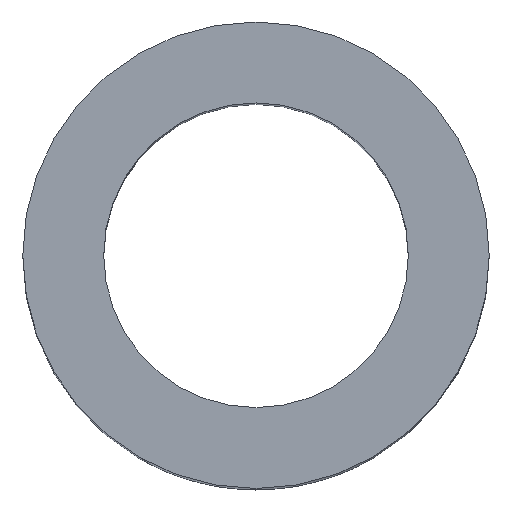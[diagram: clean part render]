
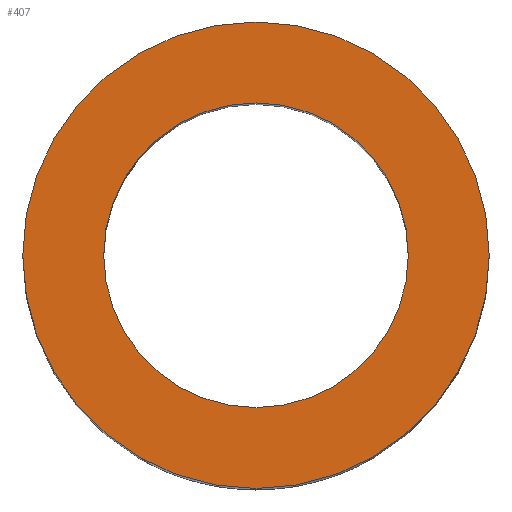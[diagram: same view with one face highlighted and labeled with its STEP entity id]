
A CAD part, top view. The second image highlights one B-rep face of the part: STEP entity #407.
In plain terms, the highlighted planar face has unit normal (0, 0, 1).
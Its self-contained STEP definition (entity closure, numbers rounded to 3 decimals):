
#31 = CYLINDRICAL_SURFACE('',#32,2.45);
#32 = AXIS2_PLACEMENT_3D('',#33,#34,#35);
#33 = CARTESIAN_POINT('',(0.,0.,0.));
#34 = DIRECTION('',(-0.,-0.,-1.));
#35 = DIRECTION('',(1.,0.,0.));
#56 = VERTEX_POINT('',#57);
#57 = CARTESIAN_POINT('',(2.45,0.,8.9));
#78 = EDGE_CURVE('',#56,#56,#79,.T.);
#79 = SURFACE_CURVE('',#80,(#85,#92),.PCURVE_S1.);
#80 = CIRCLE('',#81,2.45);
#81 = AXIS2_PLACEMENT_3D('',#82,#83,#84);
#82 = CARTESIAN_POINT('',(0.,0.,8.9));
#83 = DIRECTION('',(0.,0.,1.));
#84 = DIRECTION('',(1.,0.,0.));
#85 = PCURVE('',#31,#86);
#86 = DEFINITIONAL_REPRESENTATION('',(#87),#91);
#87 = LINE('',#88,#89);
#88 = CARTESIAN_POINT('',(-0.,-8.9));
#89 = VECTOR('',#90,1.);
#90 = DIRECTION('',(-1.,0.));
#91 = ( GEOMETRIC_REPRESENTATION_CONTEXT(2) 
PARAMETRIC_REPRESENTATION_CONTEXT() REPRESENTATION_CONTEXT('2D SPACE',''
  ) );
#92 = PCURVE('',#93,#98);
#93 = PLANE('',#94);
#94 = AXIS2_PLACEMENT_3D('',#95,#96,#97);
#95 = CARTESIAN_POINT('',(0.,0.,8.9));
#96 = DIRECTION('',(0.,0.,1.));
#97 = DIRECTION('',(1.,0.,0.));
#98 = DEFINITIONAL_REPRESENTATION('',(#99),#103);
#99 = CIRCLE('',#100,2.45);
#100 = AXIS2_PLACEMENT_2D('',#101,#102);
#101 = CARTESIAN_POINT('',(0.,0.));
#102 = DIRECTION('',(1.,0.));
#103 = ( GEOMETRIC_REPRESENTATION_CONTEXT(2) 
PARAMETRIC_REPRESENTATION_CONTEXT() REPRESENTATION_CONTEXT('2D SPACE',''
  ) );
#396 = CYLINDRICAL_SURFACE('',#397,1.6);
#397 = AXIS2_PLACEMENT_3D('',#398,#399,#400);
#398 = CARTESIAN_POINT('',(0.,0.,0.));
#399 = DIRECTION('',(-0.,-0.,-1.));
#400 = DIRECTION('',(1.,0.,0.));
#407 = ADVANCED_FACE('',(#408,#411),#93,.T.);
#408 = FACE_BOUND('',#409,.T.);
#409 = EDGE_LOOP('',(#410));
#410 = ORIENTED_EDGE('',*,*,#78,.T.);
#411 = FACE_BOUND('',#412,.T.);
#412 = EDGE_LOOP('',(#413));
#413 = ORIENTED_EDGE('',*,*,#414,.F.);
#414 = EDGE_CURVE('',#415,#415,#417,.T.);
#415 = VERTEX_POINT('',#416);
#416 = CARTESIAN_POINT('',(1.6,0.,8.9));
#417 = SURFACE_CURVE('',#418,(#423,#430),.PCURVE_S1.);
#418 = CIRCLE('',#419,1.6);
#419 = AXIS2_PLACEMENT_3D('',#420,#421,#422);
#420 = CARTESIAN_POINT('',(0.,0.,8.9));
#421 = DIRECTION('',(0.,0.,1.));
#422 = DIRECTION('',(1.,0.,0.));
#423 = PCURVE('',#93,#424);
#424 = DEFINITIONAL_REPRESENTATION('',(#425),#429);
#425 = CIRCLE('',#426,1.6);
#426 = AXIS2_PLACEMENT_2D('',#427,#428);
#427 = CARTESIAN_POINT('',(0.,0.));
#428 = DIRECTION('',(1.,0.));
#429 = ( GEOMETRIC_REPRESENTATION_CONTEXT(2) 
PARAMETRIC_REPRESENTATION_CONTEXT() REPRESENTATION_CONTEXT('2D SPACE',''
  ) );
#430 = PCURVE('',#396,#431);
#431 = DEFINITIONAL_REPRESENTATION('',(#432),#436);
#432 = LINE('',#433,#434);
#433 = CARTESIAN_POINT('',(-0.,-8.9));
#434 = VECTOR('',#435,1.);
#435 = DIRECTION('',(-1.,0.));
#436 = ( GEOMETRIC_REPRESENTATION_CONTEXT(2) 
PARAMETRIC_REPRESENTATION_CONTEXT() REPRESENTATION_CONTEXT('2D SPACE',''
  ) );
